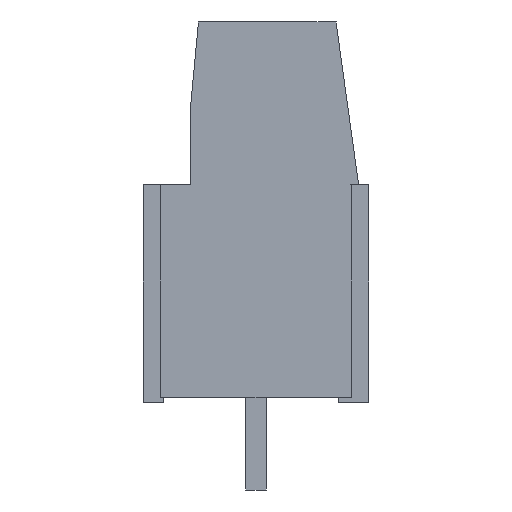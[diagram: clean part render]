
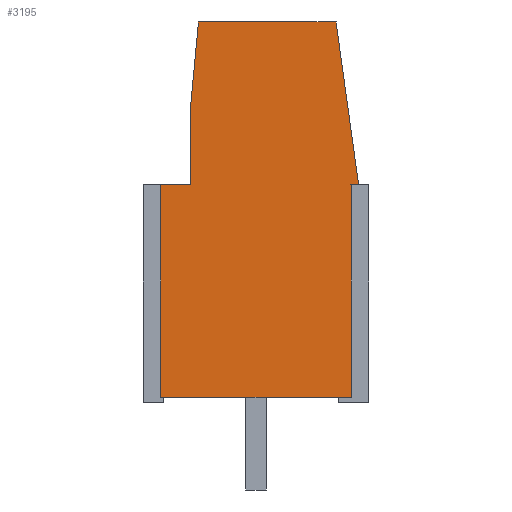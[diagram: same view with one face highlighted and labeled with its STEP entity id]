
A CAD part, left-side view. The second image highlights one B-rep face of the part: STEP entity #3195.
In plain terms, the highlighted planar face has unit normal (-1, 0, 0).
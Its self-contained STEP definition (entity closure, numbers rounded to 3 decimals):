
#72=DIRECTION('',(0.,1.,0.));
#73=VECTOR('',#72,0.3);
#74=CARTESIAN_POINT('',(-12.7,-3.65,-6.5));
#75=LINE('',#74,#73);
#76=DIRECTION('',(0.,0.,1.));
#77=VECTOR('',#76,8.5);
#78=CARTESIAN_POINT('',(-12.7,-3.35,-15.));
#79=LINE('',#78,#77);
#80=DIRECTION('',(0.,1.,0.));
#81=VECTOR('',#80,7.6);
#82=CARTESIAN_POINT('',(-12.7,-3.35,-15.));
#83=LINE('',#82,#81);
#84=DIRECTION('',(0.,0.,1.));
#85=VECTOR('',#84,8.5);
#86=CARTESIAN_POINT('',(-12.7,4.25,-15.));
#87=LINE('',#86,#85);
#88=DIRECTION('',(0.,-1.,0.));
#89=VECTOR('',#88,1.2);
#90=CARTESIAN_POINT('',(-12.7,4.25,-6.5));
#91=LINE('',#90,#89);
#92=DIRECTION('',(0.,0.,1.));
#93=VECTOR('',#92,3.3);
#94=CARTESIAN_POINT('',(-12.7,3.05,-6.5));
#95=LINE('',#94,#93);
#96=DIRECTION('',(0.,-0.093,0.996));
#97=VECTOR('',#96,3.214);
#98=CARTESIAN_POINT('',(-12.7,3.05,-3.2));
#99=LINE('',#98,#97);
#100=DIRECTION('',(0.,-1.,0.));
#101=VECTOR('',#100,5.5);
#102=CARTESIAN_POINT('',(-12.7,2.75,0.));
#103=LINE('',#102,#101);
#104=DIRECTION('',(0.,-0.137,-0.991));
#105=VECTOR('',#104,6.562);
#106=CARTESIAN_POINT('',(-12.7,-2.75,0.));
#107=LINE('',#106,#105);
#2476=CARTESIAN_POINT('',(-12.7,3.05,-6.5));
#2477=CARTESIAN_POINT('',(-12.7,3.05,-3.2));
#2478=VERTEX_POINT('',#2476);
#2479=VERTEX_POINT('',#2477);
#2480=CARTESIAN_POINT('',(-12.7,2.75,0.));
#2481=VERTEX_POINT('',#2480);
#2482=CARTESIAN_POINT('',(-12.7,-2.75,0.));
#2483=VERTEX_POINT('',#2482);
#2514=CARTESIAN_POINT('',(-12.7,-3.65,-6.5));
#2515=CARTESIAN_POINT('',(-12.7,-3.35,-6.5));
#2516=VERTEX_POINT('',#2514);
#2517=VERTEX_POINT('',#2515);
#2526=CARTESIAN_POINT('',(-12.7,-3.35,-15.));
#2527=CARTESIAN_POINT('',(-12.7,4.25,-15.));
#2528=VERTEX_POINT('',#2526);
#2529=VERTEX_POINT('',#2527);
#2530=CARTESIAN_POINT('',(-12.7,4.25,-6.5));
#2531=VERTEX_POINT('',#2530);
#3170=CARTESIAN_POINT('',(-12.7,0.,0.));
#3171=DIRECTION('',(1.,0.,0.));
#3172=DIRECTION('',(0.,0.,-1.));
#3173=AXIS2_PLACEMENT_3D('',#3170,#3171,#3172);
#3174=PLANE('',#3173);
#3176=ORIENTED_EDGE('',*,*,#3175,.T.);
#3178=ORIENTED_EDGE('',*,*,#3177,.F.);
#3180=ORIENTED_EDGE('',*,*,#3179,.T.);
#3182=ORIENTED_EDGE('',*,*,#3181,.T.);
#3184=ORIENTED_EDGE('',*,*,#3183,.T.);
#3186=ORIENTED_EDGE('',*,*,#3185,.T.);
#3188=ORIENTED_EDGE('',*,*,#3187,.T.);
#3190=ORIENTED_EDGE('',*,*,#3189,.T.);
#3192=ORIENTED_EDGE('',*,*,#3191,.T.);
#3193=EDGE_LOOP('',(#3176,#3178,#3180,#3182,#3184,#3186,#3188,#3190,#3192));
#3194=FACE_OUTER_BOUND('',#3193,.F.);
#3195=ADVANCED_FACE('',(#3194),#3174,.F.);
#3175=EDGE_CURVE('',#2516,#2517,#75,.T.);
#3177=EDGE_CURVE('',#2528,#2517,#79,.T.);
#3179=EDGE_CURVE('',#2528,#2529,#83,.T.);
#3181=EDGE_CURVE('',#2529,#2531,#87,.T.);
#3183=EDGE_CURVE('',#2531,#2478,#91,.T.);
#3185=EDGE_CURVE('',#2478,#2479,#95,.T.);
#3187=EDGE_CURVE('',#2479,#2481,#99,.T.);
#3189=EDGE_CURVE('',#2481,#2483,#103,.T.);
#3191=EDGE_CURVE('',#2483,#2516,#107,.T.);
